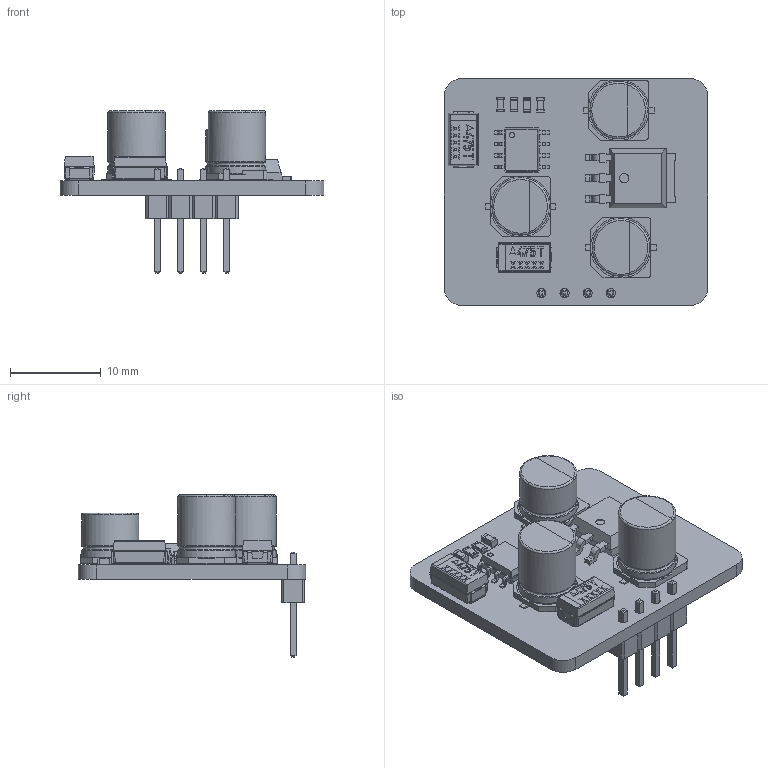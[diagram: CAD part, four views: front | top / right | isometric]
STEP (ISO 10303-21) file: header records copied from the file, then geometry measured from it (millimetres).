
FILE_DESCRIPTION(('FreeCAD Model'),'2;1');
FILE_NAME('TL1054_Mez.step','2018-05-04T23:04:46',('kicad StepUp'),('ksu MCAD'), 'Open CASCADE STEP processor 6.8','FreeCAD','Unknown');
FILE_SCHEMA(('AUTOMOTIVE_DESIGN_CC2 { 1 2 10303 214 -1 1 5 4 }'));
Length unit declared in the file: millimetre
Products named in the file (14): ASSEMBLY; Pcb; CP_Elec_6.3x5.7_; CP_Tant_C-Case_; C_0603_1608Metric_; CP_Elec_6.3x7.7_; CP_Elec_6.3x7.7_001; C_0603_1608Metric_001; CP_Tant_C-Case_001; R_0603_1608Metric_; R_0603_1608Metric_001; TO_252_3_TabPin2_; SOIC_8_39x49mm_P127mm_; PinHeader_1x04_P254mm_Vertical_
Assembly tree (13 placements, depth 2):
  ASSEMBLY
    Pcb
    CP_Elec_6.3x5.7_
    CP_Tant_C-Case_
    C_0603_1608Metric_
    CP_Elec_6.3x7.7_
    CP_Elec_6.3x7.7_001
    C_0603_1608Metric_001
    CP_Tant_C-Case_001
    R_0603_1608Metric_
    R_0603_1608Metric_001
    TO_252_3_TabPin2_
    SOIC_8_39x49mm_P127mm_
    PinHeader_1x04_P254mm_Vertical_
Bounding box: 29 x 25 x 17.84 mm (x, y, z)
Volume: 2113.9 mm3; surface area: 3056.9 mm2
Topology: 39 solids, 39 shells, 1237 faces, 3566 edges, 2441 vertices
Faces by surface type: plane 974, cylinder 186, bspline 62, torus 12, revolution 3
Full cylindrical faces by diameter (mm): 0.6 x1, 1 x5, 6.3 x6
Entity records: 52542 total; most frequent: CARTESIAN_POINT 11973, ORIENTED_EDGE 7116, DIRECTION 5793, EDGE_CURVE 3558, LINE 2652, VECTOR 2652, VERTEX_POINT 2441, AXIS2_PLACEMENT_3D 1569
